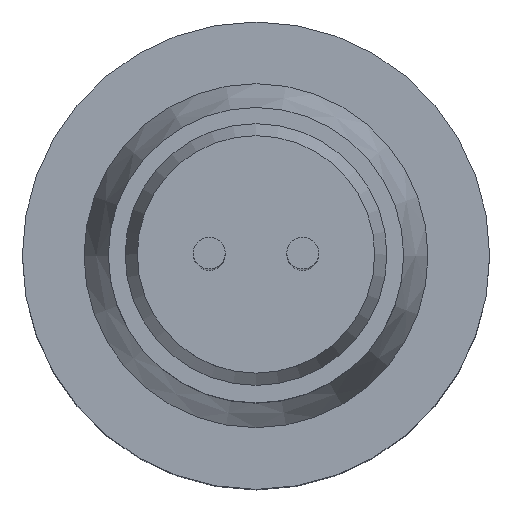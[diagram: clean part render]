
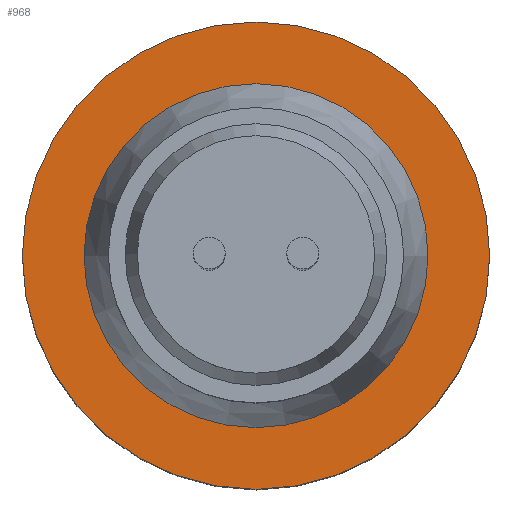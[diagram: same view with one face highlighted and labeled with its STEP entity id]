
A CAD part, top view. The second image highlights one B-rep face of the part: STEP entity #968.
In plain terms, the highlighted planar face has unit normal (0, 0, 1).
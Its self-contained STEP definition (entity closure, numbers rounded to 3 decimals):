
#47=FACE_BOUND($,#273,.T.);
#48=FACE_BOUND($,#274,.T.);
#69=CIRCLE($,#1020,9.2);
#83=CIRCLE($,#1048,12.5);
#273=EDGE_LOOP($,(#795));
#274=EDGE_LOOP($,(#796));
#471=VERTEX_POINT($,#1642);
#485=VERTEX_POINT($,#1684);
#585=EDGE_CURVE($,#471,#471,#69,.T.);
#599=EDGE_CURVE($,#485,#485,#83,.T.);
#795=ORIENTED_EDGE($,*,*,#585,.T.);
#796=ORIENTED_EDGE($,*,*,#599,.F.);
#857=PLANE($,#1050);
#968=ADVANCED_FACE($,(#47,#48),#857,.F.);
#1020=AXIS2_PLACEMENT_3D($,#1643,#1208,#1209);
#1048=AXIS2_PLACEMENT_3D($,#1685,#1264,#1265);
#1050=AXIS2_PLACEMENT_3D($,#1688,#1268,#1269);
#1208=DIRECTION('center_axis',(0.,0.,-1.));
#1209=DIRECTION('ref_axis',(1.,0.,0.));
#1264=DIRECTION('center_axis',(0.,0.,-1.));
#1265=DIRECTION('ref_axis',(-1.,0.,0.));
#1268=DIRECTION('center_axis',(0.,0.,-1.));
#1269=DIRECTION('ref_axis',(-1.,0.,0.));
#1642=CARTESIAN_POINT('',(-9.2,0.,19.));
#1643=CARTESIAN_POINT('Origin',(0.,0.,19.));
#1684=CARTESIAN_POINT('',(12.5,0.,19.));
#1685=CARTESIAN_POINT('Origin',(0.,0.,19.));
#1688=CARTESIAN_POINT('Origin',(0.,0.,19.));
